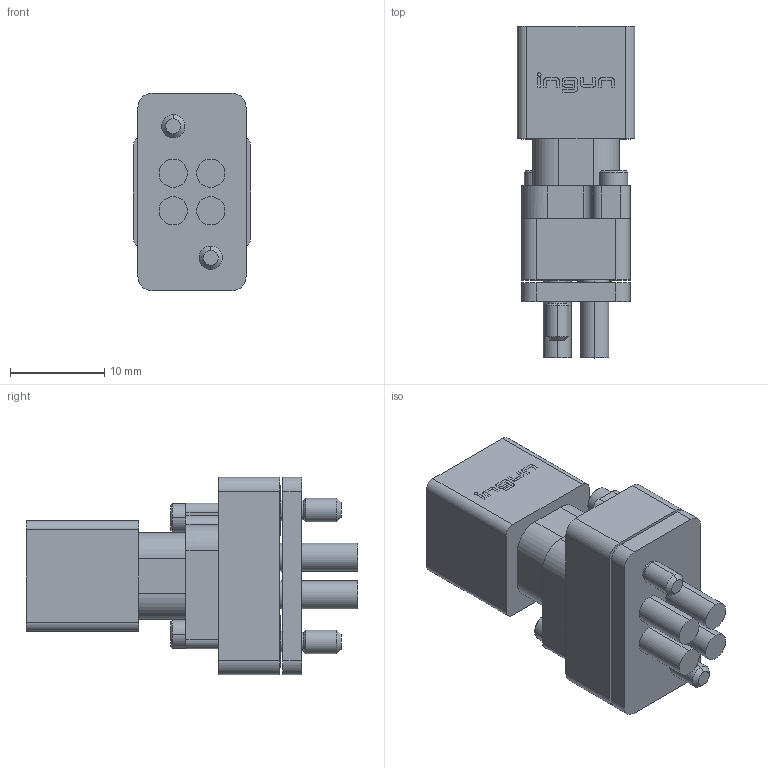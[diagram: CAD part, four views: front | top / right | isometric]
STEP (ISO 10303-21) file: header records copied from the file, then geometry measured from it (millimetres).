
FILE_DESCRIPTION (( 'STEP AP203' ), '1' );
FILE_NAME ('INGUN_HAS-807_HFM-4-VZ-040x040-F.STEP', '2024-11-06T06:49:12', ( '' ), ( '' ), 'SwSTEP 2.0', 'SolidWorks 2023', '' );
FILE_SCHEMA (( 'CONFIG_CONTROL_DESIGN' ));
Products named in the file (1): INGUN_HAS-807_HFM-4-VZ-040x040-F
Bounding box: 12.5 x 35.3 x 21 mm (x, y, z)
Volume: 3716.7 mm3; surface area: 4735.7 mm2
Topology: 1 solids, 1 shells, 924 faces, 2440 edges, 1558 vertices
Faces by surface type: plane 442, cylinder 336, torus 64, cone 58, bspline 24
Entity records: 49615 total; most frequent: CARTESIAN_POINT 27453, ORIENTED_EDGE 4832, DIRECTION 4602, EDGE_CURVE 2416, AXIS2_PLACEMENT_3D 1771, VERTEX_POINT 1558, VECTOR 1060, LINE 1060
